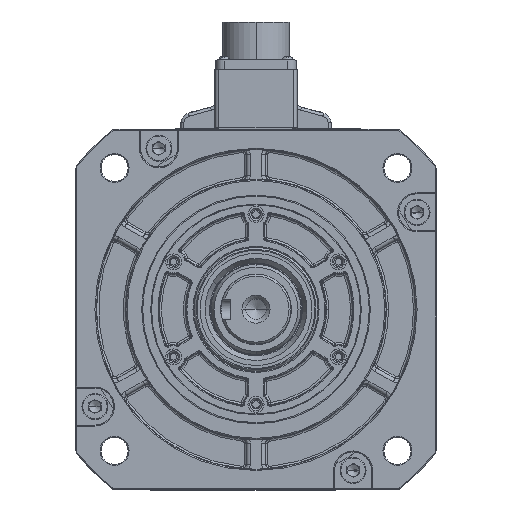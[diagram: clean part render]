
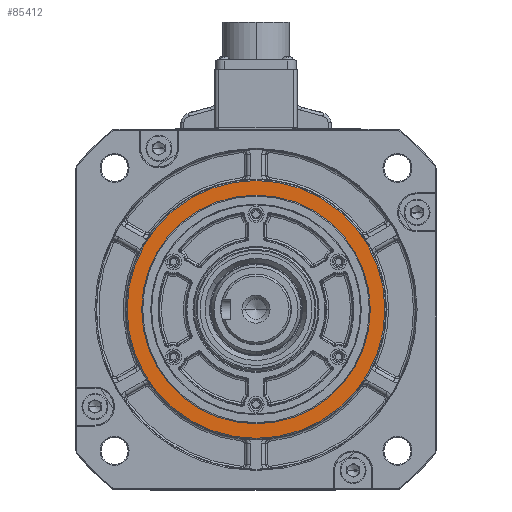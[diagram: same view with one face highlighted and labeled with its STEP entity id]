
A CAD part, top view. The second image highlights one B-rep face of the part: STEP entity #85412.
In plain terms, the highlighted planar face has unit normal (0, 0, 1).
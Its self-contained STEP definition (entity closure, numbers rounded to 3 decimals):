
#3700 = ORIENTED_EDGE ( 'NONE', *, *, #80804, .T. ) ;
#3769 = AXIS2_PLACEMENT_3D ( 'NONE', #18104, #27961, #82344 ) ;
#9058 = EDGE_LOOP ( 'NONE', ( #20656, #3700 ) ) ;
#16412 = CARTESIAN_POINT ( 'NONE',  ( 57.15, 0., 77.5 ) ) ;
#18104 = CARTESIAN_POINT ( 'NONE',  ( 57.15, 0., 77.5 ) ) ;
#18504 = CARTESIAN_POINT ( 'NONE',  ( 0., 0., 77.5 ) ) ;
#20656 = ORIENTED_EDGE ( 'NONE', *, *, #116736, .T. ) ;
#24574 = CIRCLE ( 'NONE', #134384, 64.452 ) ;
#25940 = CARTESIAN_POINT ( 'NONE',  ( 0., 0., 77.5 ) ) ;
#27961 = DIRECTION ( 'NONE',  ( 0., 0., 1. ) ) ;
#29310 = DIRECTION ( 'NONE',  ( 1., 0., 0. ) ) ;
#34494 = CARTESIAN_POINT ( 'NONE',  ( -64.452, 0., 77.5 ) ) ;
#36859 = DIRECTION ( 'NONE',  ( 0., 0., -1. ) ) ;
#37692 = EDGE_CURVE ( 'NONE', #47920, #74796, #24574, .T. ) ;
#47633 = FACE_BOUND ( 'NONE', #9058, .T. ) ;
#47920 = VERTEX_POINT ( 'NONE', #57221 ) ;
#49301 = VERTEX_POINT ( 'NONE', #16412 ) ;
#50017 = CARTESIAN_POINT ( 'NONE',  ( 0., 0., 77.5 ) ) ;
#55834 = AXIS2_PLACEMENT_3D ( 'NONE', #25940, #36859, #112459 ) ;
#57221 = CARTESIAN_POINT ( 'NONE',  ( 64.452, 0., 77.5 ) ) ;
#59041 = DIRECTION ( 'NONE',  ( 1., 0., 0. ) ) ;
#71272 = DIRECTION ( 'NONE',  ( -1., 0., 0. ) ) ;
#72339 = EDGE_LOOP ( 'NONE', ( #137686, #130071 ) ) ;
#74796 = VERTEX_POINT ( 'NONE', #34494 ) ;
#79746 = FACE_OUTER_BOUND ( 'NONE', #72339, .T. ) ;
#80804 = EDGE_CURVE ( 'NONE', #49301, #118786, #117178, .T. ) ;
#82344 = DIRECTION ( 'NONE',  ( 1., 0., 0. ) ) ;
#85412 = ADVANCED_FACE ( 'NONE', ( #79746, #47633 ), #126159, .T. ) ;
#94144 = AXIS2_PLACEMENT_3D ( 'NONE', #18504, #115776, #29310 ) ;
#103878 = EDGE_CURVE ( 'NONE', #74796, #47920, #104904, .T. ) ;
#104904 = CIRCLE ( 'NONE', #94144, 64.452 ) ;
#109041 = CARTESIAN_POINT ( 'NONE',  ( -57.15, 0., 77.5 ) ) ;
#112034 = CARTESIAN_POINT ( 'NONE',  ( 0., 0., 77.5 ) ) ;
#112459 = DIRECTION ( 'NONE',  ( -1., 0., 0. ) ) ;
#115776 = DIRECTION ( 'NONE',  ( 0., 0., -1. ) ) ;
#116736 = EDGE_CURVE ( 'NONE', #118786, #49301, #124979, .T. ) ;
#117178 = CIRCLE ( 'NONE', #134368, 57.15 ) ;
#118786 = VERTEX_POINT ( 'NONE', #109041 ) ;
#124162 = DIRECTION ( 'NONE',  ( 0., 0., -1. ) ) ;
#124979 = CIRCLE ( 'NONE', #55834, 57.15 ) ;
#125009 = DIRECTION ( 'NONE',  ( 0., 0., -1. ) ) ;
#126159 = PLANE ( 'NONE',  #3769 ) ;
#130071 = ORIENTED_EDGE ( 'NONE', *, *, #37692, .F. ) ;
#134368 = AXIS2_PLACEMENT_3D ( 'NONE', #50017, #125009, #71272 ) ;
#134384 = AXIS2_PLACEMENT_3D ( 'NONE', #112034, #124162, #59041 ) ;
#137686 = ORIENTED_EDGE ( 'NONE', *, *, #103878, .F. ) ;
